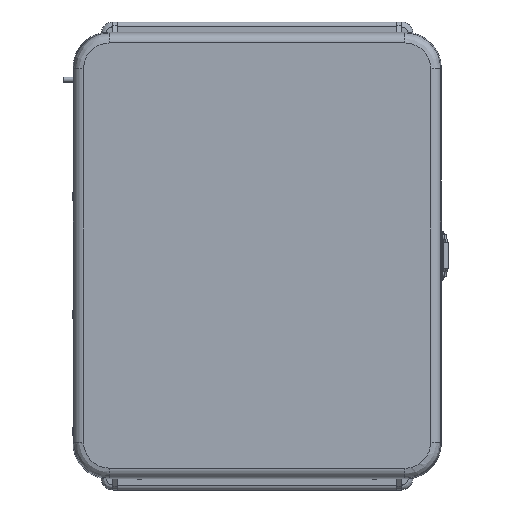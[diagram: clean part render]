
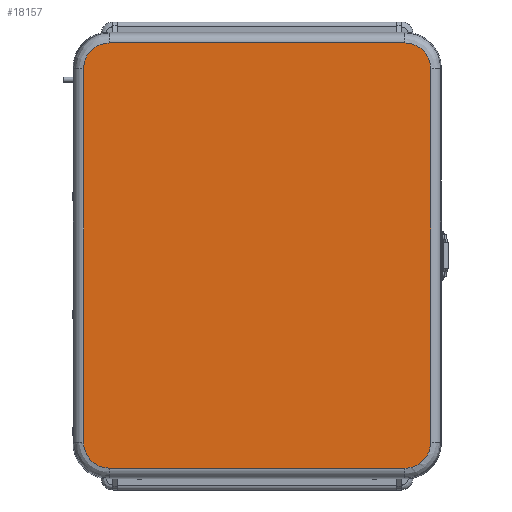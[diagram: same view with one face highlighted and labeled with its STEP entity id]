
A CAD part, top view. The second image highlights one B-rep face of the part: STEP entity #18157.
In plain terms, the highlighted face is planar.
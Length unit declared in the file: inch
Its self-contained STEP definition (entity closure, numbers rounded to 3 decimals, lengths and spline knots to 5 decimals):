
#965=PLANE('',#20007);
#1364=ELLIPSE('',#19981,0.6568,0.656);
#1367=ELLIPSE('',#19985,0.6568,0.656);
#1368=ELLIPSE('',#19991,0.6568,0.656);
#1371=ELLIPSE('',#19995,0.6568,0.656);
#2061=FACE_OUTER_BOUND('',#3199,.T.);
#3199=EDGE_LOOP('',(#14726,#14727,#14728,#14729,#14730,#14731,#14732,#14733));
#4548=LINE('',#33812,#5929);
#4550=LINE('',#33956,#5931);
#4553=LINE('',#33963,#5934);
#4555=LINE('',#34109,#5936);
#5929=VECTOR('',#23885,9.55915);
#5931=VECTOR('',#23905,7.55915);
#5934=VECTOR('',#23912,7.55915);
#5936=VECTOR('',#23928,9.55915);
#8467=VERTEX_POINT('',#33809);
#8468=VERTEX_POINT('',#33811);
#8471=VERTEX_POINT('',#33880);
#8472=VERTEX_POINT('',#33947);
#8475=VERTEX_POINT('',#33954);
#8476=VERTEX_POINT('',#33959);
#8479=VERTEX_POINT('',#34035);
#8480=VERTEX_POINT('',#34102);
#10699=EDGE_CURVE('',#8467,#8468,#4548,.T.);
#10703=EDGE_CURVE('',#8471,#8467,#1364,.T.);
#10707=EDGE_CURVE('',#8468,#8472,#1367,.T.);
#10709=EDGE_CURVE('',#8475,#8471,#4550,.T.);
#10713=EDGE_CURVE('',#8472,#8476,#4553,.T.);
#10715=EDGE_CURVE('',#8479,#8475,#1368,.T.);
#10719=EDGE_CURVE('',#8476,#8480,#1371,.T.);
#10721=EDGE_CURVE('',#8480,#8479,#4555,.T.);
#14726=ORIENTED_EDGE('',*,*,#10699,.F.);
#14727=ORIENTED_EDGE('',*,*,#10703,.F.);
#14728=ORIENTED_EDGE('',*,*,#10709,.F.);
#14729=ORIENTED_EDGE('',*,*,#10715,.F.);
#14730=ORIENTED_EDGE('',*,*,#10721,.F.);
#14731=ORIENTED_EDGE('',*,*,#10719,.F.);
#14732=ORIENTED_EDGE('',*,*,#10713,.F.);
#14733=ORIENTED_EDGE('',*,*,#10707,.F.);
#18157=ADVANCED_FACE('',(#2061),#965,.F.);
#19981=AXIS2_PLACEMENT_3D('',#33882,#23891,#23892);
#19985=AXIS2_PLACEMENT_3D('',#33951,#23899,#23900);
#19991=AXIS2_PLACEMENT_3D('',#34037,#23915,#23916);
#19995=AXIS2_PLACEMENT_3D('',#34106,#23923,#23924);
#20007=AXIS2_PLACEMENT_3D('',#34136,#23956,#23957);
#23885=DIRECTION('',(0.,1.,0.));
#23891=DIRECTION('center_axis',(0.,0.,1.));
#23892=DIRECTION('ref_axis',(0.707,-0.707,0.));
#23899=DIRECTION('center_axis',(0.,0.,1.));
#23900=DIRECTION('ref_axis',(0.707,0.707,0.));
#23905=DIRECTION('',(1.,0.,0.));
#23912=DIRECTION('',(-1.,0.,0.));
#23915=DIRECTION('center_axis',(0.,0.,1.));
#23916=DIRECTION('ref_axis',(-0.707,-0.707,0.));
#23923=DIRECTION('center_axis',(0.,0.,1.));
#23924=DIRECTION('ref_axis',(-0.707,0.707,0.));
#23928=DIRECTION('',(0.,-1.,0.));
#23956=DIRECTION('center_axis',(0.,0.,1.));
#23957=DIRECTION('ref_axis',(1.,0.,0.));
#33809=CARTESIAN_POINT('',(8.45517,-0.25957,-0.885));
#33811=CARTESIAN_POINT('',(8.45517,9.29957,-0.885));
#33812=CARTESIAN_POINT('',(8.45517,-0.25957,-0.885));
#33880=CARTESIAN_POINT('',(7.79957,-0.91517,-0.885));
#33882=CARTESIAN_POINT('Origin',(7.79877,-0.25877,-0.885));
#33947=CARTESIAN_POINT('',(7.79957,9.95517,-0.885));
#33951=CARTESIAN_POINT('Origin',(7.79877,9.29877,-0.885));
#33954=CARTESIAN_POINT('',(0.24043,-0.91517,-0.885));
#33956=CARTESIAN_POINT('',(0.24043,-0.91517,-0.885));
#33959=CARTESIAN_POINT('',(0.24043,9.95517,-0.885));
#33963=CARTESIAN_POINT('',(7.79957,9.95517,-0.885));
#34035=CARTESIAN_POINT('',(-0.41517,-0.25957,-0.885));
#34037=CARTESIAN_POINT('Origin',(0.24123,-0.25877,-0.885));
#34102=CARTESIAN_POINT('',(-0.41517,9.29957,-0.885));
#34106=CARTESIAN_POINT('Origin',(0.24123,9.29877,-0.885));
#34109=CARTESIAN_POINT('',(-0.41517,9.29957,-0.885));
#34136=CARTESIAN_POINT('Origin',(4.02,4.52,-0.885));
